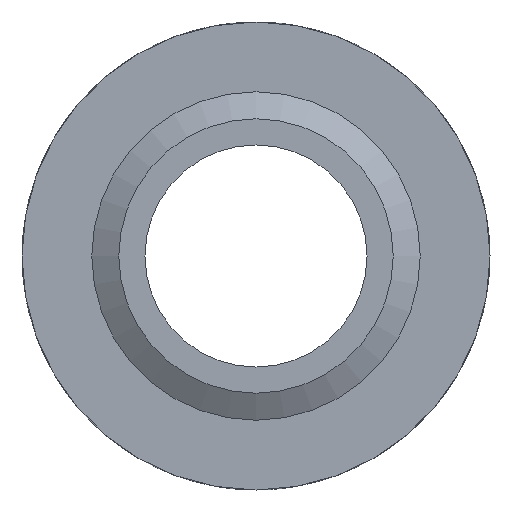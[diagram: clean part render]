
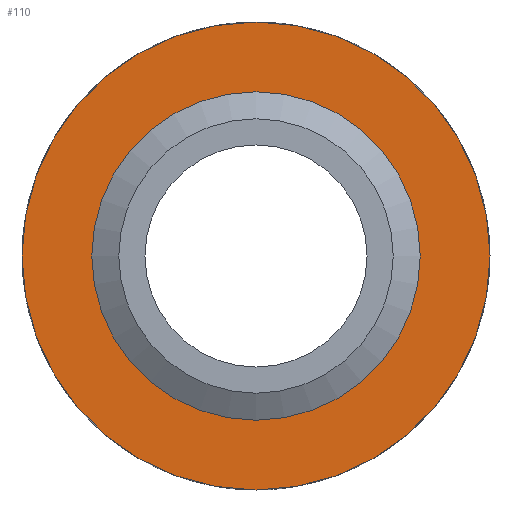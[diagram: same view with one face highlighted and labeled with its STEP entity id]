
A CAD part, left-side view. The second image highlights one B-rep face of the part: STEP entity #110.
In plain terms, the highlighted planar face has unit normal (-1, 0, 0).
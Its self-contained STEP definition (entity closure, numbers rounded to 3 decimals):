
#110 = ADVANCED_FACE( '', ( #213, #214 ), #215, .F. );
#213 = FACE_OUTER_BOUND( '', #345, .T. );
#214 = FACE_BOUND( '', #346, .T. );
#215 = PLANE( '', #347 );
#345 = EDGE_LOOP( '', ( #700 ) );
#346 = EDGE_LOOP( '', ( #701 ) );
#347 = AXIS2_PLACEMENT_3D( '', #702, #703, #704 );
#700 = ORIENTED_EDGE( '', *, *, #956, .F. );
#701 = ORIENTED_EDGE( '', *, *, #957, .T. );
#702 = CARTESIAN_POINT( '', ( -9.75, 10.35, 0. ) );
#703 = DIRECTION( '', ( 1., 0., 0. ) );
#704 = DIRECTION( '', ( 0., 0., -1. ) );
#956 = EDGE_CURVE( '', #1177, #1177, #1178, .T. );
#957 = EDGE_CURVE( '', #1179, #1179, #1180, .T. );
#1177 = VERTEX_POINT( '', #1483 );
#1178 = CIRCLE( '', #1484, 14.75 );
#1179 = VERTEX_POINT( '', #1485 );
#1180 = CIRCLE( '', #1486, 10.35 );
#1483 = CARTESIAN_POINT( '', ( -9.75, 0., -14.75 ) );
#1484 = AXIS2_PLACEMENT_3D( '', #1755, #1756, #1757 );
#1485 = CARTESIAN_POINT( '', ( -9.75, 0., -10.35 ) );
#1486 = AXIS2_PLACEMENT_3D( '', #1758, #1759, #1760 );
#1755 = CARTESIAN_POINT( '', ( -9.75, 0., 0. ) );
#1756 = DIRECTION( '', ( 1., 0., 0. ) );
#1757 = DIRECTION( '', ( 0., 0., -1. ) );
#1758 = CARTESIAN_POINT( '', ( -9.75, 0., 0. ) );
#1759 = DIRECTION( '', ( 1., 0., 0. ) );
#1760 = DIRECTION( '', ( 0., 0., -1. ) );
